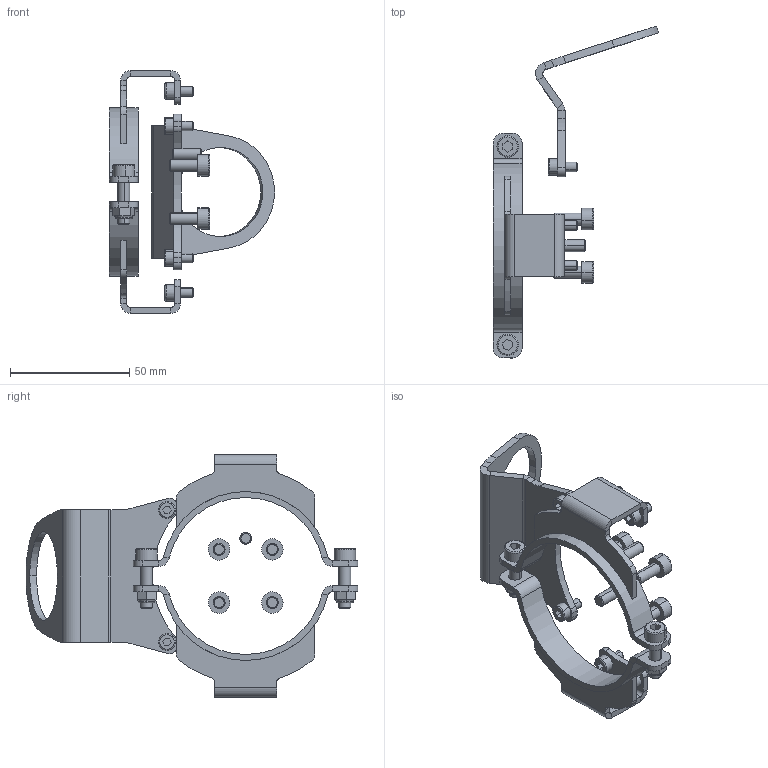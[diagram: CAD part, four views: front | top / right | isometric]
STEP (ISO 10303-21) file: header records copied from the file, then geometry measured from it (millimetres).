
FILE_DESCRIPTION (( 'STEP AP203' ), '1' );
FILE_NAME ('P5306.STEP', '2018-12-19T14:10:27', ( 'RSPlokal' ), ( 'Microsoft' ), 'SwSTEP 2.0', 'SolidWorks 2017', '' );
FILE_SCHEMA (( 'CONFIG_CONTROL_DESIGN' ));
Length unit declared in the file: millimetre
Products named in the file (1): P5306
Bounding box: 69.15 x 138.96 x 101.56 mm (x, y, z)
Volume: 31069.4 mm3; surface area: 28959.5 mm2
Topology: 20 solids, 20 shells, 448 faces, 996 edges, 612 vertices
Faces by surface type: plane 240, cylinder 144, cone 32, torus 32
Entity records: 12399 total; most frequent: DIRECTION 2290, CARTESIAN_POINT 2057, ORIENTED_EDGE 1992, EDGE_CURVE 996, AXIS2_PLACEMENT_3D 845, VERTEX_POINT 612, LINE 600, VECTOR 600
